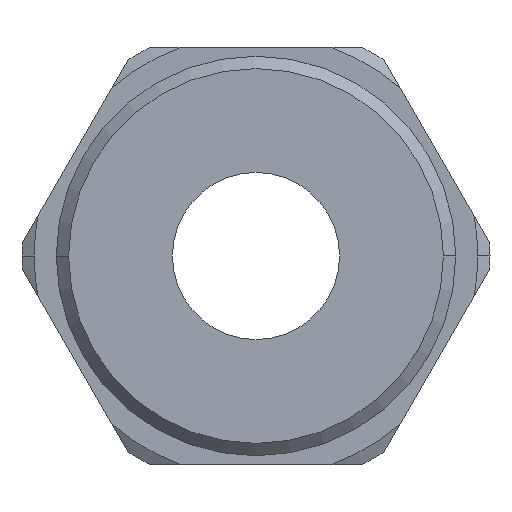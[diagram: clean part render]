
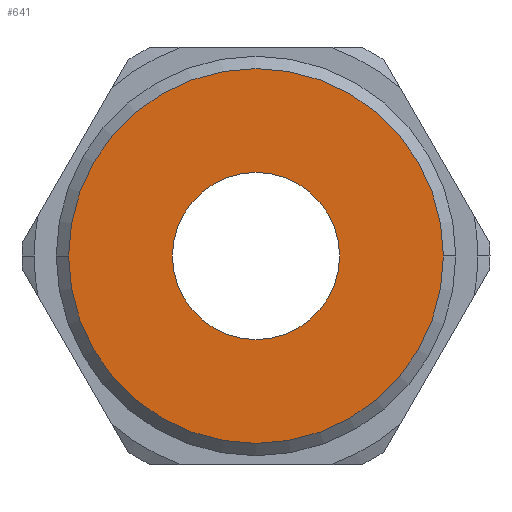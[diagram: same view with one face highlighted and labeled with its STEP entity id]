
A CAD part, left-side view. The second image highlights one B-rep face of the part: STEP entity #641.
In plain terms, the highlighted planar face has unit normal (-1, 0, 0).
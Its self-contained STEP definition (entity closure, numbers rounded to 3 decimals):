
#275 = EDGE_CURVE( '', #363, #623, #786, .T. );
#339 = VERTEX_POINT( '', #857 );
#363 = VERTEX_POINT( '', #884 );
#555 = EDGE_CURVE( '', #339, #591, #1102, .T. );
#591 = VERTEX_POINT( '', #1142 );
#623 = VERTEX_POINT( '', #1176 );
#641 = ADVANCED_FACE( '', ( #1194, #1195 ), #1196, .T. );
#649 = EDGE_CURVE( '', #623, #363, #1204, .T. );
#755 = EDGE_CURVE( '', #591, #339, #1319, .T. );
#786 = CIRCLE( '', #1342, 22.423 );
#857 = CARTESIAN_POINT( '', ( 0., -10., 0. ) );
#884 = CARTESIAN_POINT( '', ( 0., -22.423, 0. ) );
#1102 = CIRCLE( '', #1852, 10. );
#1142 = CARTESIAN_POINT( '', ( 0., 10., 0. ) );
#1176 = CARTESIAN_POINT( '', ( 0., 22.423, 0. ) );
#1194 = FACE_BOUND( '', #2005, .T. );
#1195 = FACE_OUTER_BOUND( '', #2006, .T. );
#1196 = PLANE( '', #2007 );
#1204 = CIRCLE( '', #2028, 22.423 );
#1319 = CIRCLE( '', #2220, 10. );
#1342 = AXIS2_PLACEMENT_3D( '', #2271, #2272, #2273 );
#1852 = AXIS2_PLACEMENT_3D( '', #2672, #2673, #2674 );
#2005 = EDGE_LOOP( '', ( #2756, #2757 ) );
#2006 = EDGE_LOOP( '', ( #2758, #2759 ) );
#2007 = AXIS2_PLACEMENT_3D( '', #2760, #2761, #2762 );
#2028 = AXIS2_PLACEMENT_3D( '', #2764, #2765, #2766 );
#2220 = AXIS2_PLACEMENT_3D( '', #2894, #2895, #2896 );
#2271 = CARTESIAN_POINT( '', ( 0., 0., 0. ) );
#2272 = DIRECTION( '', ( -1., 0., 0. ) );
#2273 = DIRECTION( '', ( 0., 1., 0. ) );
#2672 = CARTESIAN_POINT( '', ( 0., 0., 0. ) );
#2673 = DIRECTION( '', ( -1., 0., 0. ) );
#2674 = DIRECTION( '', ( 0., 1., 0. ) );
#2756 = ORIENTED_EDGE( '', *, *, #755, .F. );
#2757 = ORIENTED_EDGE( '', *, *, #555, .F. );
#2758 = ORIENTED_EDGE( '', *, *, #649, .T. );
#2759 = ORIENTED_EDGE( '', *, *, #275, .T. );
#2760 = CARTESIAN_POINT( '', ( 0., 16.211, 0. ) );
#2761 = DIRECTION( '', ( -1., 0., 0. ) );
#2762 = DIRECTION( '', ( 0., 1., 0. ) );
#2764 = CARTESIAN_POINT( '', ( 0., 0., 0. ) );
#2765 = DIRECTION( '', ( -1., 0., 0. ) );
#2766 = DIRECTION( '', ( 0., 1., 0. ) );
#2894 = CARTESIAN_POINT( '', ( 0., 0., 0. ) );
#2895 = DIRECTION( '', ( -1., 0., 0. ) );
#2896 = DIRECTION( '', ( 0., 1., 0. ) );
